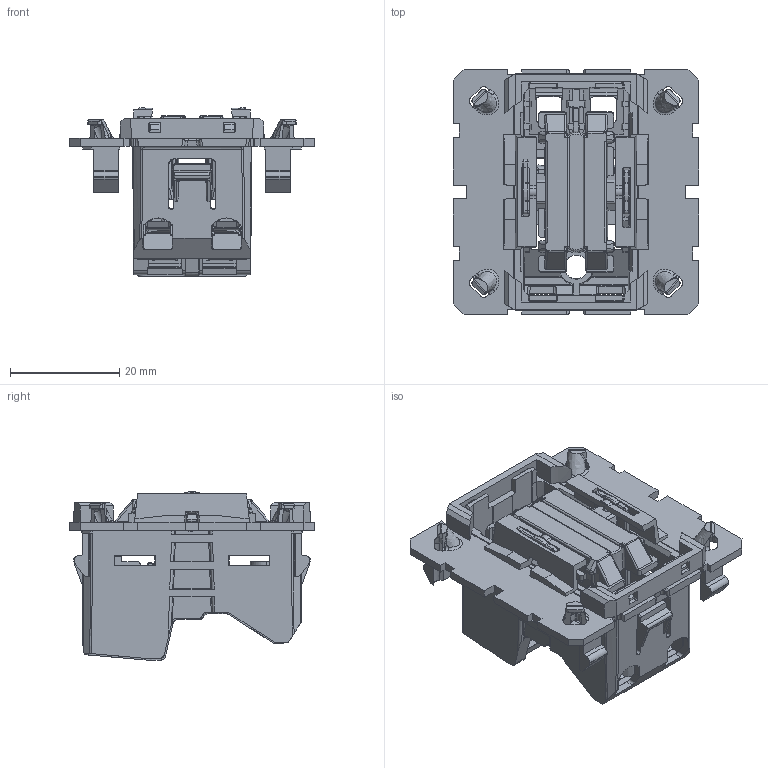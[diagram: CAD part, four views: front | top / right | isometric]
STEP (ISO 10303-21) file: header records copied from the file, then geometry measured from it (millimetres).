
FILE_DESCRIPTION(('CATIA V5 STEP Exchange','CAx-IF Rec.Pracs.--- Model Styling and Organization---1.5--- 2016-08-15','CAx-IF Rec.Pracs.---Supplemental Geometry---1.0---2011-11-01','CAx-IF Rec.Pracs.--- Composite Materials ---1.1---2010-07-15'),'2;1');
FILE_NAME('CM0005s.stp','2023-10-31T11:00:26+00:00',('none'),('none'),'CATIA Version 5-6 Release 2020 SP3','CATIA V5 STEP AP214 v2','none');
FILE_SCHEMA(('AUTOMOTIVE_DESIGN { 1 0 10303 214 1 1 1 1 }'));
Products named in the file (7): CM0005; A028961_A ; A028956_A ; EG04478_A; CG00434_A; EE02185_A; EA00708_A
Assembly tree (7 placements, depth 4):
  CM0005
    A028961_A 
      A028956_A 
        EG04478_A
      CG00434_A  x2
      EE02185_A
    EA00708_A
Bounding box: 45.05 x 45.05 x 30.9 mm (x, y, z)
Volume: 8709.7 mm3; surface area: 15565.4 mm2
Topology: 5 solids, 5 shells, 2490 faces, 6959 edges, 4409 vertices
Faces by surface type: plane 1428, cylinder 620, bspline 257, cone 89, sphere 70, torus 14, extrusion 12
Entity records: 90858 total; most frequent: CARTESIAN_POINT 35394, ORIENTED_EDGE 13774, DIRECTION 7761, EDGE_CURVE 6887, VERTEX_POINT 4409, VECTOR 3759, LINE 3747, B_SPLINE_CURVE_WITH_KNOTS 2628
